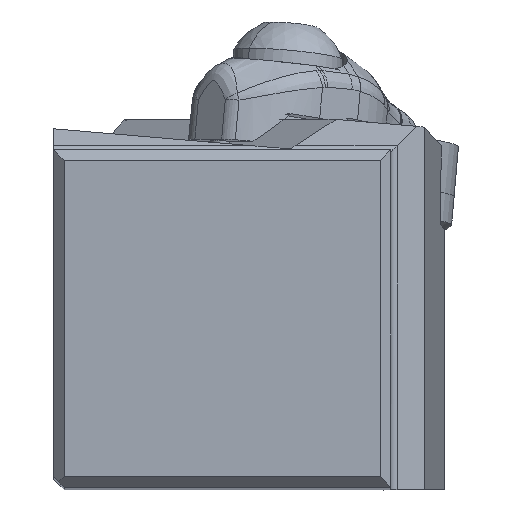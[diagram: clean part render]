
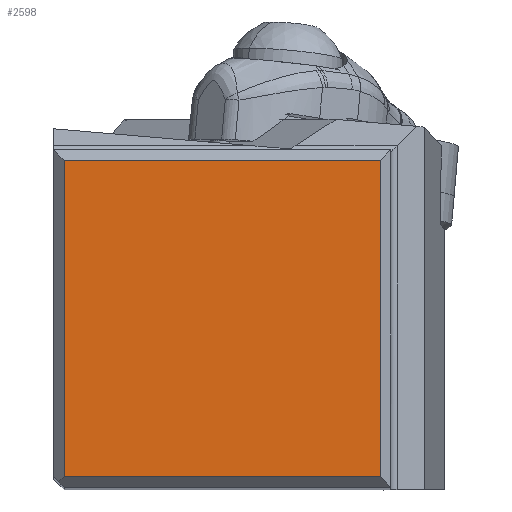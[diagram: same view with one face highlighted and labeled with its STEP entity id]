
A CAD part, top view. The second image highlights one B-rep face of the part: STEP entity #2598.
In plain terms, the highlighted planar face has unit normal (0, 0, 1).
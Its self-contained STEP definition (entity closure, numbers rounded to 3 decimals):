
#1934=FACE_OUTER_BOUND('',#2940,.T.);
#2199=LINE('',#8174,#2412);
#2201=LINE('',#8178,#2414);
#2205=LINE('',#8186,#2418);
#2207=LINE('',#8190,#2420);
#2412=VECTOR('',#6982,1.);
#2414=VECTOR('',#6986,1.);
#2418=VECTOR('',#6994,1.);
#2420=VECTOR('',#6998,1.);
#2598=ADVANCED_FACE('',(#1934),#2833,.T.);
#2833=PLANE('',#6351);
#2940=EDGE_LOOP('',(#3389,#3390,#3391,#3392));
#3389=ORIENTED_EDGE('',*,*,#5123,.F.);
#3390=ORIENTED_EDGE('',*,*,#5119,.F.);
#3391=ORIENTED_EDGE('',*,*,#5117,.T.);
#3392=ORIENTED_EDGE('',*,*,#5125,.F.);
#4625=VERTEX_POINT('',#8173);
#4626=VERTEX_POINT('',#8175);
#4627=VERTEX_POINT('',#8179);
#4629=VERTEX_POINT('',#8187);
#5117=EDGE_CURVE('',#4626,#4625,#2199,.T.);
#5119=EDGE_CURVE('',#4626,#4627,#2201,.T.);
#5123=EDGE_CURVE('',#4627,#4629,#2205,.T.);
#5125=EDGE_CURVE('',#4629,#4625,#2207,.T.);
#6351=AXIS2_PLACEMENT_3D('',#8192,#7001,#7002);
#6982=DIRECTION('',(0.,1.,0.));
#6986=DIRECTION('',(-1.,0.,0.));
#6994=DIRECTION('',(0.,1.,0.));
#6998=DIRECTION('',(1.,0.,0.));
#7001=DIRECTION('',(0.,0.,1.));
#7002=DIRECTION('',(-1.,0.,0.));
#8173=CARTESIAN_POINT('',(30.75,30.75,0.));
#8174=CARTESIAN_POINT('',(30.75,1.,0.));
#8175=CARTESIAN_POINT('',(30.75,1.,0.));
#8178=CARTESIAN_POINT('',(30.75,1.,0.));
#8179=CARTESIAN_POINT('',(1.,1.,0.));
#8186=CARTESIAN_POINT('',(1.,1.,0.));
#8187=CARTESIAN_POINT('',(1.,30.75,0.));
#8190=CARTESIAN_POINT('',(1.,30.75,0.));
#8192=CARTESIAN_POINT('',(15.875,15.875,0.));
